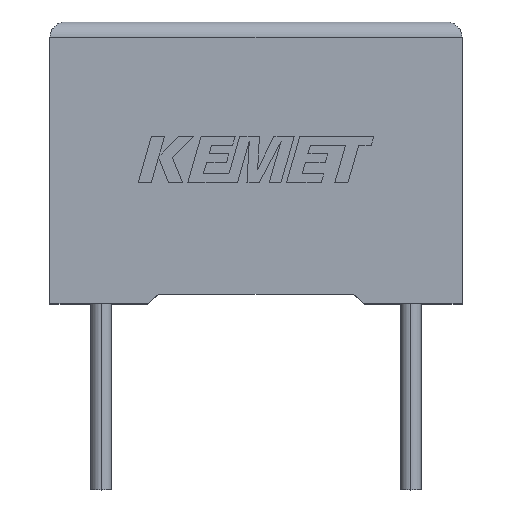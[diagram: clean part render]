
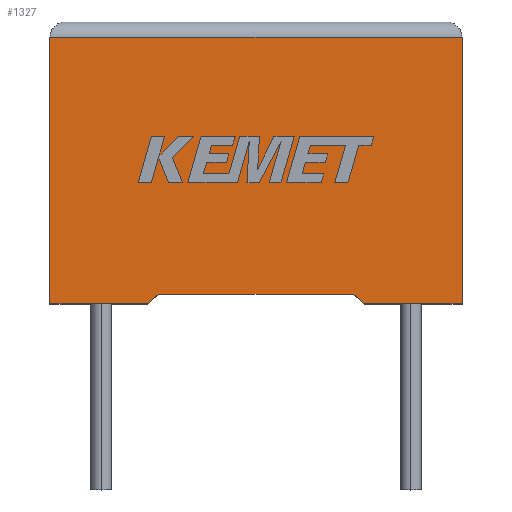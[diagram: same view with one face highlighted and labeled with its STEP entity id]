
A CAD part, top view. The second image highlights one B-rep face of the part: STEP entity #1327.
In plain terms, the highlighted planar face has unit normal (0, 0, 1).
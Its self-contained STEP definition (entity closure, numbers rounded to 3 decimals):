
#93 = DIRECTION ( 'NONE',  ( -1., 0., 0. ) ) ;
#132 = VERTEX_POINT ( 'NONE', #2785 ) ;
#307 = DIRECTION ( 'NONE',  ( 0., 1., 0. ) ) ;
#316 = LINE ( 'NONE', #2173, #2855 ) ;
#333 = DIRECTION ( 'NONE',  ( -0.762, -0.647, 0. ) ) ;
#392 = DIRECTION ( 'NONE',  ( 1., 0., 0. ) ) ;
#421 = DIRECTION ( 'NONE',  ( -1., 0., 0. ) ) ;
#430 = AXIS2_PLACEMENT_3D ( 'NONE', #2034, #1580, #93 ) ;
#570 = CARTESIAN_POINT ( 'NONE',  ( 13.3, 0., 4.2 ) ) ;
#579 = DIRECTION ( 'NONE',  ( 0.762, -0.647, 0. ) ) ;
#596 = CARTESIAN_POINT ( 'NONE',  ( 3.519, 0.314, 4.2 ) ) ;
#643 = EDGE_CURVE ( 'NONE', #132, #2549, #1064, .T. ) ;
#645 = ORIENTED_EDGE ( 'NONE', *, *, #643, .T. ) ;
#751 = VECTOR ( 'NONE', #579, 1000. ) ;
#761 = EDGE_CURVE ( 'NONE', #3018, #1150, #1606, .T. ) ;
#811 = DIRECTION ( 'NONE',  ( 0., -1., 0. ) ) ;
#897 = ORIENTED_EDGE ( 'NONE', *, *, #2241, .F. ) ;
#986 = ORIENTED_EDGE ( 'NONE', *, *, #1446, .F. ) ;
#1031 = ORIENTED_EDGE ( 'NONE', *, *, #2673, .T. ) ;
#1064 = LINE ( 'NONE', #2709, #751 ) ;
#1113 = VERTEX_POINT ( 'NONE', #1794 ) ;
#1150 = VERTEX_POINT ( 'NONE', #2493 ) ;
#1269 = FACE_OUTER_BOUND ( 'NONE', #2105, .T. ) ;
#1320 = ORIENTED_EDGE ( 'NONE', *, *, #1433, .T. ) ;
#1327 = ADVANCED_FACE ( 'NONE', ( #1269 ), #2732, .F. ) ;
#1342 = CARTESIAN_POINT ( 'NONE',  ( 0., 0., 4.2 ) ) ;
#1433 = EDGE_CURVE ( 'NONE', #2549, #2737, #2814, .T. ) ;
#1446 = EDGE_CURVE ( 'NONE', #132, #2391, #2283, .T. ) ;
#1488 = CARTESIAN_POINT ( 'NONE',  ( 13.3, 8.6, 4.2 ) ) ;
#1524 = VECTOR ( 'NONE', #811, 1000. ) ;
#1547 = LINE ( 'NONE', #570, #2209 ) ;
#1580 = DIRECTION ( 'NONE',  ( 0., 0., -1. ) ) ;
#1606 = LINE ( 'NONE', #2258, #2887 ) ;
#1630 = CARTESIAN_POINT ( 'NONE',  ( 13.3, 0., 4.2 ) ) ;
#1733 = CARTESIAN_POINT ( 'NONE',  ( 3.15, 0., 4.2 ) ) ;
#1794 = CARTESIAN_POINT ( 'NONE',  ( 0., 8.6, 4.2 ) ) ;
#1930 = ORIENTED_EDGE ( 'NONE', *, *, #2290, .T. ) ;
#1957 = EDGE_CURVE ( 'NONE', #1113, #3018, #2942, .T. ) ;
#1970 = CARTESIAN_POINT ( 'NONE',  ( 10.15, 0., 4.2 ) ) ;
#2034 = CARTESIAN_POINT ( 'NONE',  ( 0., 0., 4.2 ) ) ;
#2105 = EDGE_LOOP ( 'NONE', ( #1031, #1930, #2178, #2160, #897, #986, #645, #1320 ) ) ;
#2160 = ORIENTED_EDGE ( 'NONE', *, *, #761, .T. ) ;
#2173 = CARTESIAN_POINT ( 'NONE',  ( 0., 8.6, 4.2 ) ) ;
#2178 = ORIENTED_EDGE ( 'NONE', *, *, #1957, .T. ) ;
#2209 = VECTOR ( 'NONE', #307, 1000. ) ;
#2228 = CARTESIAN_POINT ( 'NONE',  ( 0., 0., 4.2 ) ) ;
#2241 = EDGE_CURVE ( 'NONE', #2391, #1150, #2875, .T. ) ;
#2258 = CARTESIAN_POINT ( 'NONE',  ( 0., 0., 4.2 ) ) ;
#2283 = LINE ( 'NONE', #2995, #2409 ) ;
#2290 = EDGE_CURVE ( 'NONE', #2841, #1113, #316, .T. ) ;
#2391 = VERTEX_POINT ( 'NONE', #596 ) ;
#2409 = VECTOR ( 'NONE', #421, 1000. ) ;
#2493 = CARTESIAN_POINT ( 'NONE',  ( 3.15, 0., 4.2 ) ) ;
#2549 = VERTEX_POINT ( 'NONE', #1970 ) ;
#2661 = DIRECTION ( 'NONE',  ( -1., 0., 0. ) ) ;
#2673 = EDGE_CURVE ( 'NONE', #2737, #2841, #1547, .T. ) ;
#2709 = CARTESIAN_POINT ( 'NONE',  ( 10.15, 0., 4.2 ) ) ;
#2732 = PLANE ( 'NONE',  #430 ) ;
#2737 = VERTEX_POINT ( 'NONE', #1630 ) ;
#2773 = CARTESIAN_POINT ( 'NONE',  ( 0., 0., 4.2 ) ) ;
#2785 = CARTESIAN_POINT ( 'NONE',  ( 9.781, 0.314, 4.2 ) ) ;
#2809 = DIRECTION ( 'NONE',  ( 1., 0., 0. ) ) ;
#2814 = LINE ( 'NONE', #1342, #2945 ) ;
#2841 = VERTEX_POINT ( 'NONE', #1488 ) ;
#2855 = VECTOR ( 'NONE', #2661, 1000. ) ;
#2875 = LINE ( 'NONE', #1733, #2898 ) ;
#2887 = VECTOR ( 'NONE', #2809, 1000. ) ;
#2898 = VECTOR ( 'NONE', #333, 1000. ) ;
#2942 = LINE ( 'NONE', #2228, #1524 ) ;
#2945 = VECTOR ( 'NONE', #392, 1000. ) ;
#2995 = CARTESIAN_POINT ( 'NONE',  ( 6.65, 0.314, 4.2 ) ) ;
#3018 = VERTEX_POINT ( 'NONE', #2773 ) ;
